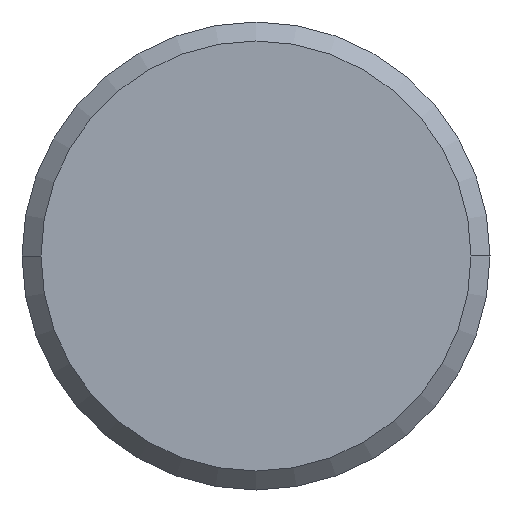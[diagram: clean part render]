
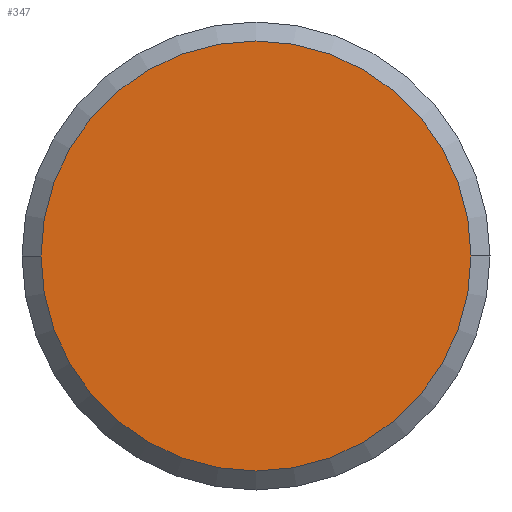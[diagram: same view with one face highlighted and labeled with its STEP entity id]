
A CAD part, front view. The second image highlights one B-rep face of the part: STEP entity #347.
In plain terms, the highlighted planar face has unit normal (0, -1, 0).
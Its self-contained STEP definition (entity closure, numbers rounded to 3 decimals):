
#265=VERTEX_POINT('',#611);
#347=ADVANCED_FACE('',(#704),#705,.T.);
#383=EDGE_CURVE('',#265,#435,#742,.T.);
#435=VERTEX_POINT('',#798);
#473=EDGE_CURVE('',#435,#265,#843,.T.);
#611=CARTESIAN_POINT('',(-9.188,-27.406,0.0));
#704=FACE_OUTER_BOUND('',#1140,.T.);
#705=PLANE('',#1141);
#742=CIRCLE('',#1227,9.188);
#798=CARTESIAN_POINT('',(9.188,-27.406,0.));
#843=CIRCLE('',#1426,9.188);
#1140=EDGE_LOOP('',(#1745,#1746));
#1141=AXIS2_PLACEMENT_3D('',#1747,#1748,#1749);
#1227=AXIS2_PLACEMENT_3D('',#1769,#1770,#1771);
#1426=AXIS2_PLACEMENT_3D('',#1876,#1877,#1878);
#1745=ORIENTED_EDGE('',*,*,#383,.F.);
#1746=ORIENTED_EDGE('',*,*,#473,.F.);
#1747=CARTESIAN_POINT('',(-4.594,-27.406,0.0));
#1748=DIRECTION('',(0.,-1.0,0.0));
#1749=DIRECTION('',(1.0,0.,0.0));
#1769=CARTESIAN_POINT('',(0.,-27.406,0.0));
#1770=DIRECTION('',(0.,1.0,0.0));
#1771=DIRECTION('',(-1.0,0.,0.0));
#1876=CARTESIAN_POINT('',(0.,-27.406,0.0));
#1877=DIRECTION('',(0.,1.0,0.0));
#1878=DIRECTION('',(-1.0,0.,0.0));
